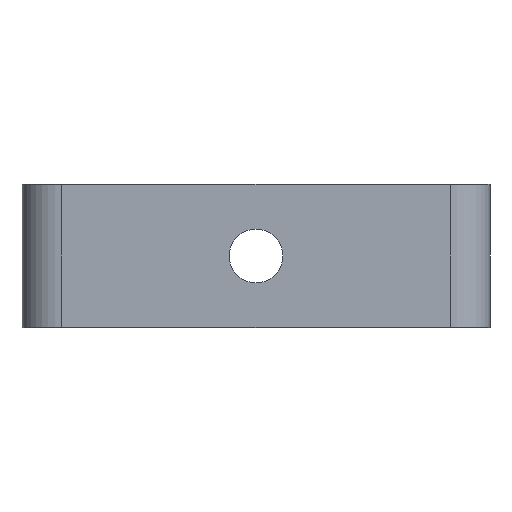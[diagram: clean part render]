
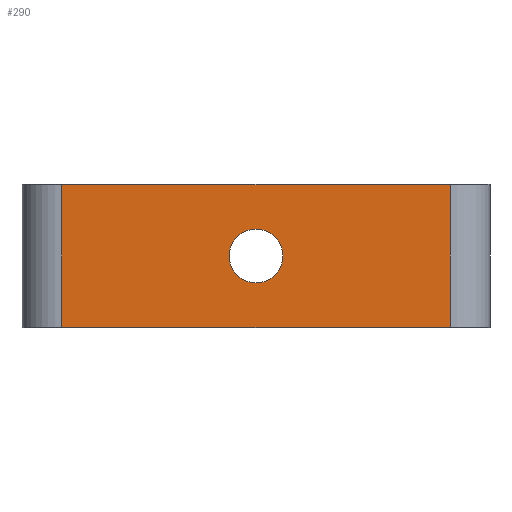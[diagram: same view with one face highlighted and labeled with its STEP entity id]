
A CAD part, front view. The second image highlights one B-rep face of the part: STEP entity #290.
In plain terms, the highlighted planar face has unit normal (0, -1, 0).
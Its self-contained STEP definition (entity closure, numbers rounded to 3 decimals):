
#22 = DIRECTION ( 'NONE',  ( 0., 1., 0. ) ) ;
#90 = LINE ( 'NONE', #1656, #210 ) ;
#95 = VECTOR ( 'NONE', #4516, 1000. ) ;
#210 = VECTOR ( 'NONE', #2810, 1000. ) ;
#259 = VERTEX_POINT ( 'NONE', #2980 ) ;
#290 = ADVANCED_FACE ( 'NONE', ( #2661, #1949 ), #1523, .F. ) ;
#345 = CARTESIAN_POINT ( 'NONE',  ( 0., -14.661, -4. ) ) ;
#391 = CARTESIAN_POINT ( 'NONE',  ( -10.8, -14.661, -7.95 ) ) ;
#537 = CARTESIAN_POINT ( 'NONE',  ( 10.8, -14.661, -0.05 ) ) ;
#664 = LINE ( 'NONE', #391, #2091 ) ;
#944 = ORIENTED_EDGE ( 'NONE', *, *, #3946, .F. ) ;
#992 = EDGE_CURVE ( 'NONE', #1248, #1105, #90, .T. ) ;
#1105 = VERTEX_POINT ( 'NONE', #2853 ) ;
#1196 = CARTESIAN_POINT ( 'NONE',  ( -10.8, -14.661, -7.95 ) ) ;
#1248 = VERTEX_POINT ( 'NONE', #1196 ) ;
#1394 = ORIENTED_EDGE ( 'NONE', *, *, #4877, .F. ) ;
#1425 = LINE ( 'NONE', #2923, #4111 ) ;
#1470 = CIRCLE ( 'NONE', #1939, 1.5 ) ;
#1480 = DIRECTION ( 'NONE',  ( 0., 0., -1. ) ) ;
#1485 = CARTESIAN_POINT ( 'NONE',  ( -10.8, -14.661, -8. ) ) ;
#1503 = DIRECTION ( 'NONE',  ( 0., 0., 1. ) ) ;
#1523 = PLANE ( 'NONE',  #4620 ) ;
#1556 = CARTESIAN_POINT ( 'NONE',  ( 0., -14.661, -4. ) ) ;
#1656 = CARTESIAN_POINT ( 'NONE',  ( -10.8, -14.661, -8. ) ) ;
#1730 = VERTEX_POINT ( 'NONE', #537 ) ;
#1794 = VERTEX_POINT ( 'NONE', #4627 ) ;
#1847 = DIRECTION ( 'NONE',  ( 0., -1., 0. ) ) ;
#1851 = ORIENTED_EDGE ( 'NONE', *, *, #2627, .T. ) ;
#1923 = DIRECTION ( 'NONE',  ( 0., -1., 0. ) ) ;
#1939 = AXIS2_PLACEMENT_3D ( 'NONE', #1556, #1923, #1973 ) ;
#1949 = FACE_BOUND ( 'NONE', #3712, .T. ) ;
#1973 = DIRECTION ( 'NONE',  ( 0., 0., -1. ) ) ;
#2091 = VECTOR ( 'NONE', #3673, 1000. ) ;
#2221 = ORIENTED_EDGE ( 'NONE', *, *, #992, .F. ) ;
#2227 = DIRECTION ( 'NONE',  ( -1., 0., 0. ) ) ;
#2424 = CARTESIAN_POINT ( 'NONE',  ( 0., -14.661, -5.5 ) ) ;
#2624 = CIRCLE ( 'NONE', #4435, 1.5 ) ;
#2627 = EDGE_CURVE ( 'NONE', #1248, #1794, #664, .T. ) ;
#2661 = FACE_OUTER_BOUND ( 'NONE', #3658, .T. ) ;
#2669 = LINE ( 'NONE', #4088, #95 ) ;
#2810 = DIRECTION ( 'NONE',  ( 0., 0., 1. ) ) ;
#2853 = CARTESIAN_POINT ( 'NONE',  ( -10.8, -14.661, -0.05 ) ) ;
#2923 = CARTESIAN_POINT ( 'NONE',  ( -10.8, -14.661, -0.05 ) ) ;
#2980 = CARTESIAN_POINT ( 'NONE',  ( 0., -14.661, -2.5 ) ) ;
#3651 = EDGE_CURVE ( 'NONE', #3797, #259, #1470, .T. ) ;
#3658 = EDGE_LOOP ( 'NONE', ( #2221, #1851, #1394, #4248 ) ) ;
#3673 = DIRECTION ( 'NONE',  ( 1., 0., 0. ) ) ;
#3712 = EDGE_LOOP ( 'NONE', ( #3854, #944 ) ) ;
#3797 = VERTEX_POINT ( 'NONE', #2424 ) ;
#3854 = ORIENTED_EDGE ( 'NONE', *, *, #3651, .F. ) ;
#3916 = EDGE_CURVE ( 'NONE', #1730, #1105, #1425, .T. ) ;
#3946 = EDGE_CURVE ( 'NONE', #259, #3797, #2624, .T. ) ;
#4088 = CARTESIAN_POINT ( 'NONE',  ( 10.8, -14.661, -8. ) ) ;
#4111 = VECTOR ( 'NONE', #2227, 1000. ) ;
#4248 = ORIENTED_EDGE ( 'NONE', *, *, #3916, .T. ) ;
#4435 = AXIS2_PLACEMENT_3D ( 'NONE', #345, #1847, #1480 ) ;
#4516 = DIRECTION ( 'NONE',  ( 0., 0., -1. ) ) ;
#4620 = AXIS2_PLACEMENT_3D ( 'NONE', #1485, #22, #1503 ) ;
#4627 = CARTESIAN_POINT ( 'NONE',  ( 10.8, -14.661, -7.95 ) ) ;
#4877 = EDGE_CURVE ( 'NONE', #1730, #1794, #2669, .T. ) ;
